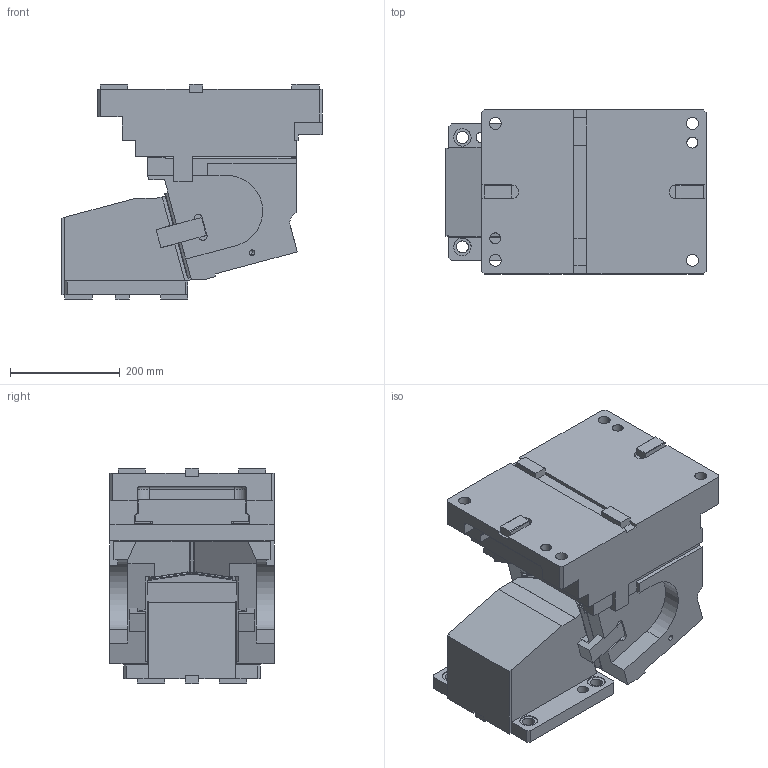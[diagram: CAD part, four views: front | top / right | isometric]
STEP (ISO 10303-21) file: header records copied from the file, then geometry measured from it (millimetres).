
FILE_DESCRIPTION(('CATIA V5 STEP Exchange'),'2;1');
FILE_NAME('CACV_300_75.stp','2015-04-24T14:17:49+00:00',('none'),('none'),'CATIA Version 5 Release 19 SP 2 (IN-10)','CATIA V5 STEP AP203','none');
FILE_SCHEMA(('CONFIG_CONTROL_DESIGN'));
Length unit declared in the file: millimetre
Products named in the file (1): CACV_300_75
Bounding box: 475 x 300 x 393 mm (x, y, z)
Volume: 27617655.2 mm3; surface area: 1318881.3 mm2
Topology: 3 solids, 8 shells, 583 faces, 1673 edges, 1090 vertices
Faces by surface type: plane 401, cylinder 152, cone 18, bspline 8, torus 4
Entity records: 19212 total; most frequent: CARTESIAN_POINT 4572, ORIENTED_EDGE 3282, DIRECTION 2553, EDGE_CURVE 1641, VECTOR 1317, LINE 1317, VERTEX_POINT 1084, AXIS2_PLACEMENT_3D 723
